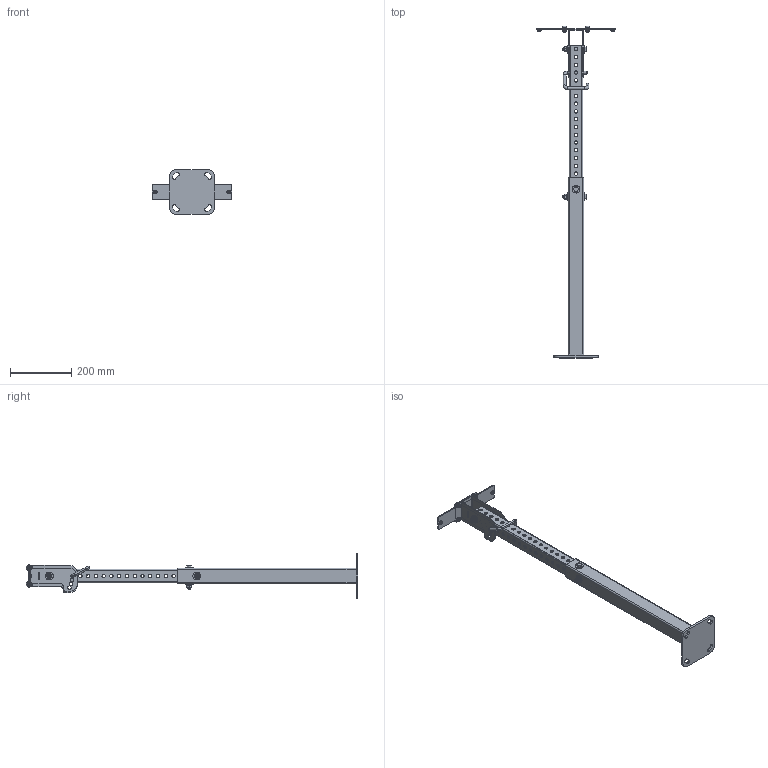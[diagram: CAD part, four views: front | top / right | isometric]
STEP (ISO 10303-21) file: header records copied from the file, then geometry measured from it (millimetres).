
FILE_DESCRIPTION((''),'2;1');
FILE_NAME('193926_ASM','2016-03-07T',('pdmadmin'),(''),'PRO/ENGINEER BY PARAMETRIC TECHNOLOGY CORPORATION, 2013230','PRO/ENGINEER BY PARAMETRIC TECHNOLOGY CORPORATION, 2013230','');
FILE_SCHEMA(('CONFIG_CONTROL_DESIGN'));
Products named in the file (23): 131430_PART_1; 131430_PART_2; 131430_ASM; 131428; 109080; 132040; 130459; 130464; 131357_PART_1; PEM_S-0518-1; 131357_PART_1_ASM; 131357_PART_2; 131357_ASM; 127380; 131332; 133586; 77861---STBA-RB1-S1_ASM; 142293_PART_1; PEM_S-M8-1; 142293_PART_1_ASM; 142293_PART_2_AF0; 142293_ASM; 193926_ASM
Assembly tree (44 placements, depth 5):
  193926_ASM
    77861---STBA-RB1-S1_ASM
      131430_ASM
        131430_PART_1
        131430_PART_2
      131428
      109080  x6
      132040  x3
      130459  x3
      130464  x3
      131357_ASM
        131357_PART_1_ASM
          131357_PART_1
          PEM_S-0518-1  x4
        131357_PART_2
      127380  x4
      131332  x4
      133586
    142293_ASM
      142293_PART_1_ASM
        142293_PART_1
        PEM_S-M8-1  x3
      142293_PART_2_AF0
Bounding box: 260 x 1085.59 x 145 mm (x, y, z)
Volume: 865629 mm3; surface area: 619411 mm2
Topology: 38 solids, 45 shells, 1540 faces, 4116 edges, 2688 vertices
Faces by surface type: plane 812, cylinder 553, bspline 71, torus 60, cone 44
Entity records: 43958 total; most frequent: CARTESIAN_POINT 12722, ORIENTED_EDGE 6408, DIRECTION 6290, EDGE_CURVE 3208, VECTOR 2302, LINE 2302, VERTEX_POINT 2110, AXIS2_PLACEMENT_3D 1994
